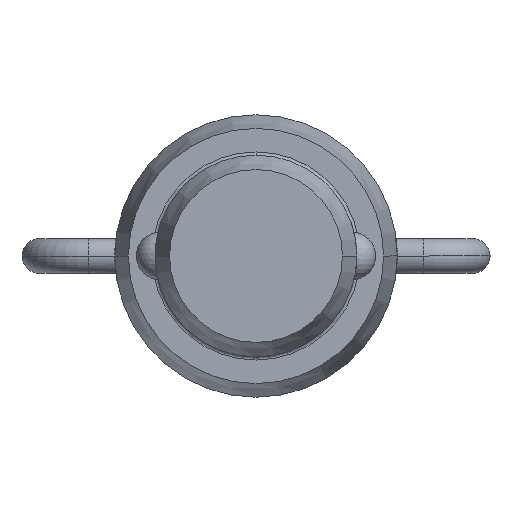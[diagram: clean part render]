
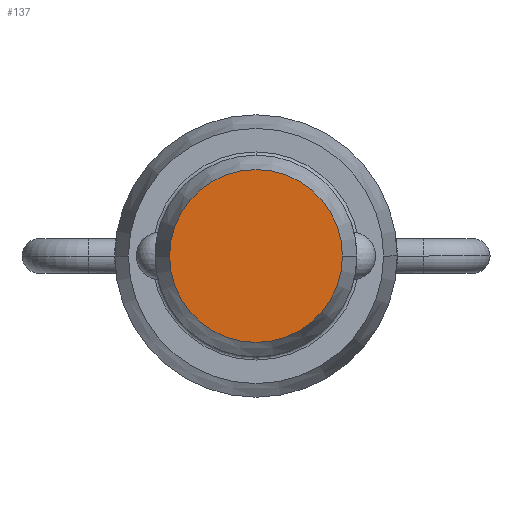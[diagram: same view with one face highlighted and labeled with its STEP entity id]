
A CAD part, front view. The second image highlights one B-rep face of the part: STEP entity #137.
In plain terms, the highlighted planar face has unit normal (0, -1, 0).
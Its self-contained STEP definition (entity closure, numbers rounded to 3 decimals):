
#137=ADVANCED_FACE('',(#275),#276,.T.);
#275=FACE_OUTER_BOUND('',#408,.T.);
#276=PLANE('',#409);
#408=EDGE_LOOP('',(#750,#751));
#409=AXIS2_PLACEMENT_3D('',#752,#753,#754);
#750=ORIENTED_EDGE('',*,*,#904,.T.);
#751=ORIENTED_EDGE('',*,*,#813,.T.);
#752=CARTESIAN_POINT('',(-3.175,-146.304,0.0));
#753=DIRECTION('',(0.,-1.0,0.0));
#754=DIRECTION('',(1.0,0.,0.0));
#813=EDGE_CURVE('',#975,#972,#976,.T.);
#904=EDGE_CURVE('',#972,#975,#1106,.T.);
#972=VERTEX_POINT('',#1219);
#975=VERTEX_POINT('',#1223);
#976=CIRCLE('',#1224,5.44);
#1106=CIRCLE('',#1481,5.44);
#1219=CARTESIAN_POINT('',(-5.44,-146.304,0.0));
#1223=CARTESIAN_POINT('',(5.44,-146.304,0.));
#1224=AXIS2_PLACEMENT_3D('',#1575,#1576,#1577);
#1481=AXIS2_PLACEMENT_3D('',#1730,#1731,#1732);
#1575=CARTESIAN_POINT('',(0.0,-146.304,0.0));
#1576=DIRECTION('',(0.,-1.0,0.0));
#1577=DIRECTION('',(-1.0,0.,0.0));
#1730=CARTESIAN_POINT('',(0.0,-146.304,0.0));
#1731=DIRECTION('',(0.,-1.0,0.0));
#1732=DIRECTION('',(-1.0,0.,0.0));
